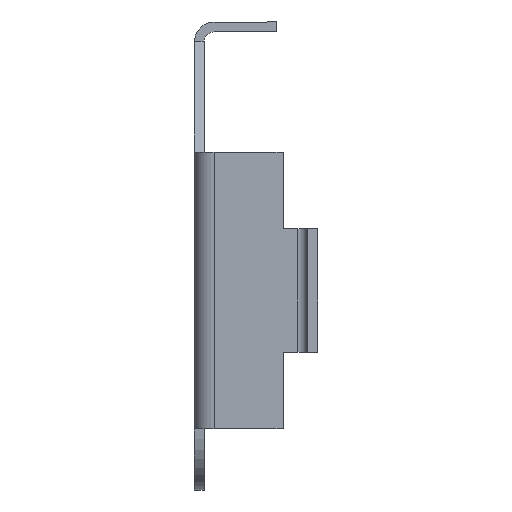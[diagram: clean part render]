
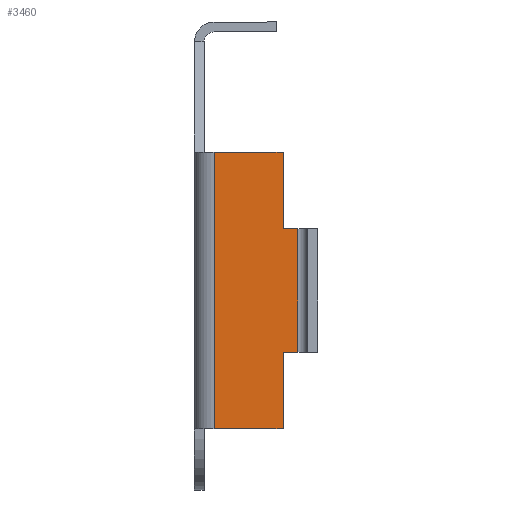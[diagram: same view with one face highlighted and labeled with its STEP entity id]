
A CAD part, left-side view. The second image highlights one B-rep face of the part: STEP entity #3460.
In plain terms, the highlighted planar face has unit normal (-1, 0, 0).
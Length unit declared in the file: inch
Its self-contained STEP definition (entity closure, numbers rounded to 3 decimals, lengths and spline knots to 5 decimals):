
#83 = VECTOR ( 'NONE', #3595, 39.37008 ) ;
#143 = VERTEX_POINT ( 'NONE', #4262 ) ;
#170 = ORIENTED_EDGE ( 'NONE', *, *, #915, .T. ) ;
#187 = VECTOR ( 'NONE', #3396, 39.37008 ) ;
#246 = ORIENTED_EDGE ( 'NONE', *, *, #684, .T. ) ;
#295 = LINE ( 'NONE', #1858, #2199 ) ;
#357 = ORIENTED_EDGE ( 'NONE', *, *, #824, .T. ) ;
#631 = LINE ( 'NONE', #4194, #2545 ) ;
#684 = EDGE_CURVE ( 'NONE', #2784, #3470, #1540, .T. ) ;
#751 = VERTEX_POINT ( 'NONE', #4279 ) ;
#769 = EDGE_CURVE ( 'NONE', #2498, #143, #631, .T. ) ;
#824 = EDGE_CURVE ( 'NONE', #3470, #2974, #1478, .T. ) ;
#864 = CARTESIAN_POINT ( 'NONE',  ( -0.26, -0.095, 0.0625 ) ) ;
#889 = EDGE_CURVE ( 'NONE', #751, #3310, #2195, .T. ) ;
#915 = EDGE_CURVE ( 'NONE', #3310, #2498, #3039, .T. ) ;
#1039 = CARTESIAN_POINT ( 'NONE',  ( -0.26, -0.08, -0.0625 ) ) ;
#1361 = VECTOR ( 'NONE', #4221, 39.37008 ) ;
#1473 = CARTESIAN_POINT ( 'NONE',  ( -0.26, -0.08, 0.1405 ) ) ;
#1478 = LINE ( 'NONE', #4049, #1361 ) ;
#1540 = LINE ( 'NONE', #1039, #83 ) ;
#1623 = CARTESIAN_POINT ( 'NONE',  ( -0.26, -0.08, -0.0625 ) ) ;
#1635 = DIRECTION ( 'NONE',  ( 1., 0., 0. ) ) ;
#1639 = EDGE_LOOP ( 'NONE', ( #3684, #246, #357, #2546, #2934, #170, #2992, #4387 ) ) ;
#1722 = EDGE_CURVE ( 'NONE', #1723, #143, #295, .T. ) ;
#1723 = VERTEX_POINT ( 'NONE', #1878 ) ;
#1841 = DIRECTION ( 'NONE',  ( 0., 0., 1. ) ) ;
#1858 = CARTESIAN_POINT ( 'NONE',  ( -0.26, -0.01, -0.1405 ) ) ;
#1878 = CARTESIAN_POINT ( 'NONE',  ( -0.26, -0.01, -0.1405 ) ) ;
#1907 = CARTESIAN_POINT ( 'NONE',  ( -0.26, -0.08, 0.0625 ) ) ;
#1938 = CARTESIAN_POINT ( 'NONE',  ( -0.26, -0.08, -0.1405 ) ) ;
#2008 = VECTOR ( 'NONE', #3358, 39.37008 ) ;
#2195 = LINE ( 'NONE', #3574, #3950 ) ;
#2199 = VECTOR ( 'NONE', #1841, 39.37008 ) ;
#2312 = PLANE ( 'NONE',  #2511 ) ;
#2394 = EDGE_CURVE ( 'NONE', #1723, #2784, #3748, .T. ) ;
#2408 = FACE_OUTER_BOUND ( 'NONE', #1639, .T. ) ;
#2421 = CARTESIAN_POINT ( 'NONE',  ( -0.26, -0.095, -0.0625 ) ) ;
#2447 = VECTOR ( 'NONE', #3474, 39.37008 ) ;
#2498 = VERTEX_POINT ( 'NONE', #1473 ) ;
#2511 = AXIS2_PLACEMENT_3D ( 'NONE', #3736, #1635, #4087 ) ;
#2545 = VECTOR ( 'NONE', #4176, 39.37008 ) ;
#2546 = ORIENTED_EDGE ( 'NONE', *, *, #3382, .F. ) ;
#2784 = VERTEX_POINT ( 'NONE', #1938 ) ;
#2934 = ORIENTED_EDGE ( 'NONE', *, *, #889, .T. ) ;
#2974 = VERTEX_POINT ( 'NONE', #2421 ) ;
#2992 = ORIENTED_EDGE ( 'NONE', *, *, #769, .T. ) ;
#3039 = LINE ( 'NONE', #3429, #187 ) ;
#3310 = VERTEX_POINT ( 'NONE', #1907 ) ;
#3358 = DIRECTION ( 'NONE',  ( 0., 0., -1. ) ) ;
#3382 = EDGE_CURVE ( 'NONE', #751, #2974, #3885, .T. ) ;
#3396 = DIRECTION ( 'NONE',  ( 0., 0., 1. ) ) ;
#3429 = CARTESIAN_POINT ( 'NONE',  ( -0.26, -0.08, 0.0625 ) ) ;
#3460 = ADVANCED_FACE ( 'NONE', ( #2408 ), #2312, .F. ) ;
#3470 = VERTEX_POINT ( 'NONE', #1623 ) ;
#3474 = DIRECTION ( 'NONE',  ( 0., -1., 0. ) ) ;
#3548 = DIRECTION ( 'NONE',  ( 0., 1., 0. ) ) ;
#3574 = CARTESIAN_POINT ( 'NONE',  ( -0.26, -0.095, 0.0625 ) ) ;
#3595 = DIRECTION ( 'NONE',  ( 0., 0., 1. ) ) ;
#3684 = ORIENTED_EDGE ( 'NONE', *, *, #2394, .T. ) ;
#3736 = CARTESIAN_POINT ( 'NONE',  ( -0.26, 0., 0.0625 ) ) ;
#3748 = LINE ( 'NONE', #3824, #2447 ) ;
#3824 = CARTESIAN_POINT ( 'NONE',  ( -0.26, -0.08, -0.1405 ) ) ;
#3885 = LINE ( 'NONE', #864, #2008 ) ;
#3950 = VECTOR ( 'NONE', #3548, 39.37008 ) ;
#4049 = CARTESIAN_POINT ( 'NONE',  ( -0.26, -0.095, -0.0625 ) ) ;
#4087 = DIRECTION ( 'NONE',  ( 0., 1., 0. ) ) ;
#4176 = DIRECTION ( 'NONE',  ( 0., 1., 0. ) ) ;
#4194 = CARTESIAN_POINT ( 'NONE',  ( -0.26, 0., 0.1405 ) ) ;
#4221 = DIRECTION ( 'NONE',  ( 0., -1., 0. ) ) ;
#4262 = CARTESIAN_POINT ( 'NONE',  ( -0.26, -0.01, 0.1405 ) ) ;
#4279 = CARTESIAN_POINT ( 'NONE',  ( -0.26, -0.095, 0.0625 ) ) ;
#4387 = ORIENTED_EDGE ( 'NONE', *, *, #1722, .F. ) ;
